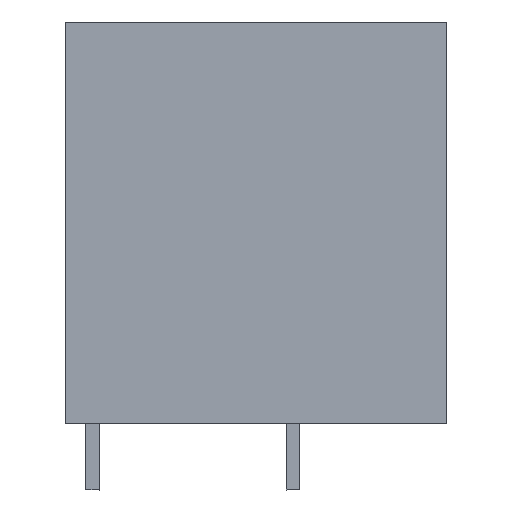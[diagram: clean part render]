
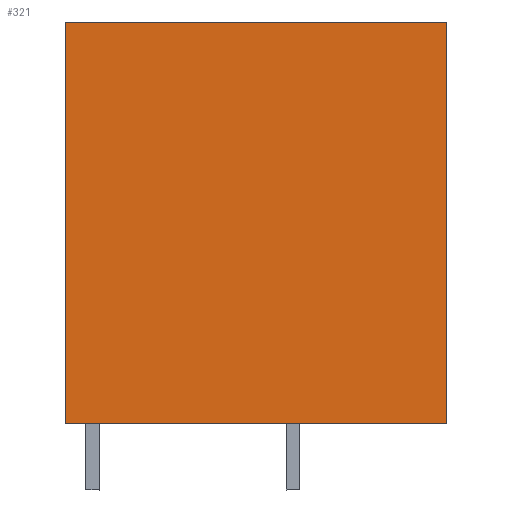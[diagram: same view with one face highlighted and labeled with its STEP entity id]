
A CAD part, left-side view. The second image highlights one B-rep face of the part: STEP entity #321.
In plain terms, the highlighted planar face has unit normal (-1, 0, 0).
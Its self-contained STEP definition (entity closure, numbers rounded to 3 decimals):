
#301=AXIS2_PLACEMENT_3D('Plane Axis2P3D',#298,#299,#300) ;
#49=CARTESIAN_POINT('Vertex',(0.,28.55,35.)) ;
#52=CARTESIAN_POINT('Line Origine',(0.,14.275,35.)) ;
#56=CARTESIAN_POINT('Vertex',(0.,0.,35.)) ;
#282=CARTESIAN_POINT('Vertex',(0.,28.55,5.)) ;
#285=CARTESIAN_POINT('Line Origine',(0.,28.55,20.)) ;
#298=CARTESIAN_POINT('Axis2P3D Location',(0.,28.55,35.)) ;
#303=CARTESIAN_POINT('Line Origine',(0.,14.275,5.)) ;
#307=CARTESIAN_POINT('Vertex',(0.,0.,5.)) ;
#310=CARTESIAN_POINT('Line Origine',(0.,0.,20.)) ;
#53=DIRECTION('Vector Direction',(0.,-1.,0.)) ;
#286=DIRECTION('Vector Direction',(0.,0.,-1.)) ;
#299=DIRECTION('Axis2P3D Direction',(-1.,0.,0.)) ;
#300=DIRECTION('Axis2P3D XDirection',(0.,0.,-1.)) ;
#304=DIRECTION('Vector Direction',(0.,-1.,0.)) ;
#311=DIRECTION('Vector Direction',(0.,0.,-1.)) ;
#54=VECTOR('Line Direction',#53,1.) ;
#287=VECTOR('Line Direction',#286,1.) ;
#305=VECTOR('Line Direction',#304,1.) ;
#312=VECTOR('Line Direction',#311,1.) ;
#316=ORIENTED_EDGE('',*,*,#58,.F.) ;
#317=ORIENTED_EDGE('',*,*,#289,.F.) ;
#318=ORIENTED_EDGE('',*,*,#309,.T.) ;
#319=ORIENTED_EDGE('',*,*,#314,.F.) ;
#321=ADVANCED_FACE('HOUSING',(#320),#302,.T.) ;
#58=EDGE_CURVE('',#50,#57,#55,.T.) ;
#289=EDGE_CURVE('',#283,#50,#288,.F.) ;
#309=EDGE_CURVE('',#283,#308,#306,.T.) ;
#314=EDGE_CURVE('',#57,#308,#313,.T.) ;
#315=EDGE_LOOP('',(#316,#317,#318,#319)) ;
#320=FACE_OUTER_BOUND('',#315,.T.) ;
#55=LINE('Line',#52,#54) ;
#288=LINE('Line',#285,#287) ;
#306=LINE('Line',#303,#305) ;
#313=LINE('Line',#310,#312) ;
#302=PLANE('',#301) ;
#50=VERTEX_POINT('',#49) ;
#57=VERTEX_POINT('',#56) ;
#283=VERTEX_POINT('',#282) ;
#308=VERTEX_POINT('',#307) ;
